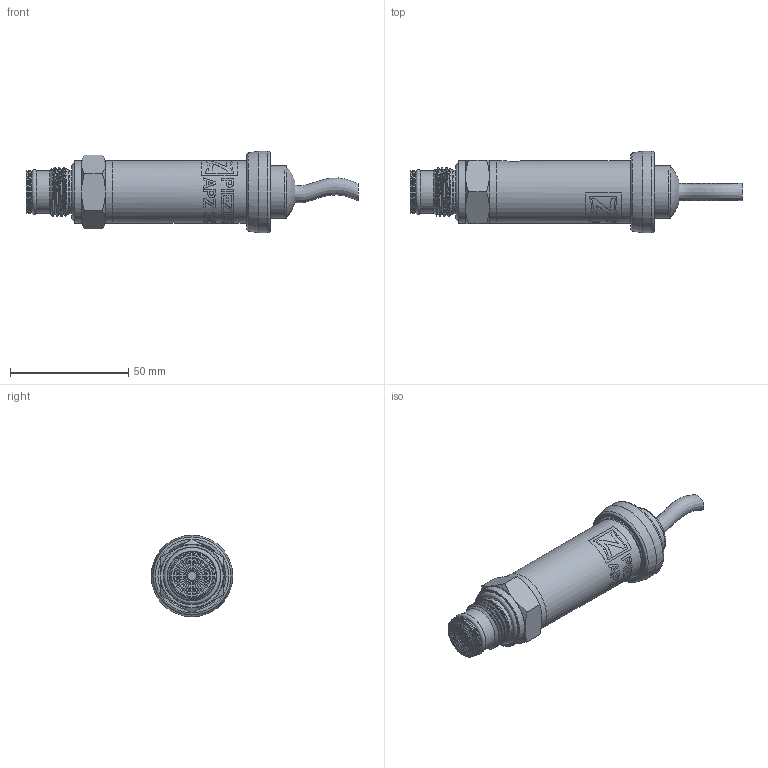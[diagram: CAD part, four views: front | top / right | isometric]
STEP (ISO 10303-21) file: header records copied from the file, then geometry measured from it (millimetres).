
FILE_DESCRIPTION(/* description */ (''),/* implementation_level */ '2;1');
FILE_NAME(/* name */ 'APZ3420m_G1''2DIN-solidflush_5.step',/* time_stamp */ '2021-07-06T15:48:27+03:00',/* author */ (''),/* organization */ (''),/* preprocessor_version */ 'ST-DEVELOPER v18.1',/* originating_system */ 'Autodesk Translation Framework v10.9.0.1377',/* authorisation */ '');
FILE_SCHEMA (('AUTOMOTIVE_DESIGN { 1 0 10303 214 3 1 1 }'));
Length unit declared in the file: millimetre
Products named in the file (7): АПЗ 3420м заполненная; Stainless steel cable gland assembly; Stainless steel cable gland; Stainless steel cable gland nut; wire; shell; G 1/2 flush diaphragm
Assembly tree (6 placements, depth 3):
  АПЗ 3420м заполненная
    Stainless steel cable gland assembly
      Stainless steel cable gland
      Stainless steel cable gland nut
      wire
    shell
    G 1/2 flush diaphragm
Bounding box: 140.23 x 34.5 x 34.5 mm (x, y, z)
Volume: 58279.6 mm3; surface area: 18865.4 mm2
Topology: 7 solids, 7 shells, 451 faces, 1164 edges, 765 vertices
Faces by surface type: bspline 271, cylinder 70, plane 58, torus 27, cone 24, sphere 1
Full cylindrical faces by diameter (mm): 2 x2, 4 x1, 7.183 x1, 7.2 x1, 13 x1, 15 x1, 17.4 x1, 18 x3, 18.4 x1, 18.631 x2, 21.4 x1, 22.3 x2, 22.5 x1, 24 x1, 24.5 x3, 25.132 x4, 25.526 x2, 26.5 x6, 27.208 x3, 27.7 x1, 34.5 x1
Entity records: 23315 total; most frequent: CARTESIAN_POINT 13994, ORIENTED_EDGE 2328, EDGE_CURVE 1164, DIRECTION 1087, VERTEX_POINT 765, B_SPLINE_CURVE_WITH_KNOTS 604, EDGE_LOOP 497, FACE_OUTER_BOUND 451
